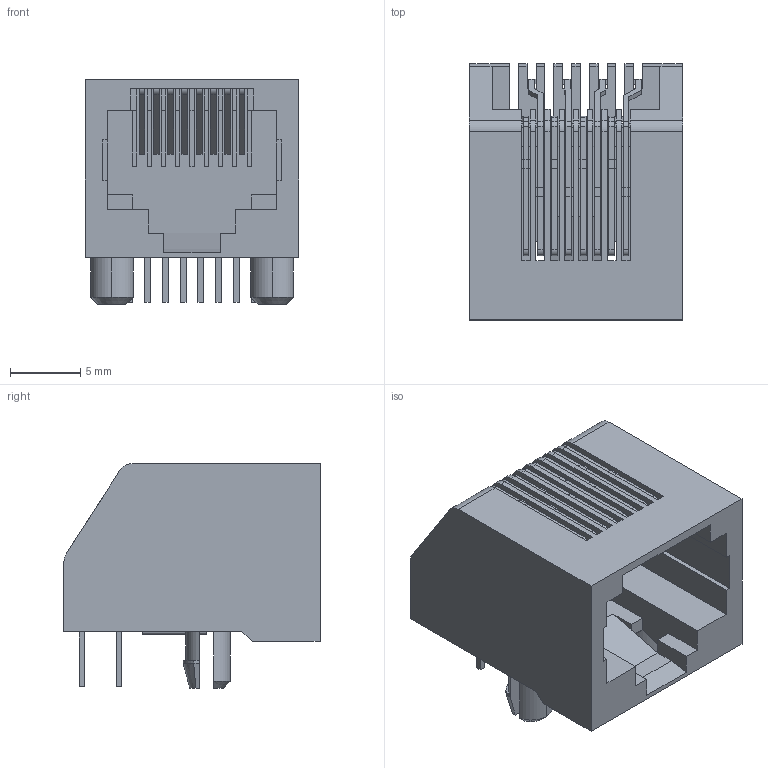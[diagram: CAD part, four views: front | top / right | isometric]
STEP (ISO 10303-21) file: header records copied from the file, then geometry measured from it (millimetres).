
FILE_DESCRIPTION (( 'STEP AP214' ), '1' );
FILE_NAME ('User Library-TJ12-8P8C.STEP', '2015-08-31T07:10:56', ( 'Windows User' ), ( '' ), 'SwSTEP 2.0', 'SolidWorks 2015', '' );
FILE_SCHEMA (( 'AUTOMOTIVE_DESIGN' ));
Length unit declared in the file: millimetre
Products named in the file (1): User Library-TJ12-8P8C
Bounding box: 15.24 x 18.29 x 16.06 mm (x, y, z)
Volume: 1521.2 mm3; surface area: 3313.5 mm2
Topology: 30 solids, 30 shells, 613 faces, 1642 edges, 1076 vertices
Faces by surface type: plane 540, cylinder 69, cone 4
Entity records: 22499 total; most frequent: CARTESIAN_POINT 3356, ORIENTED_EDGE 3284, DIRECTION 3004, EDGE_CURVE 1642, VECTOR 1492, LINE 1492, VERTEX_POINT 1076, AXIS2_PLACEMENT_3D 756
